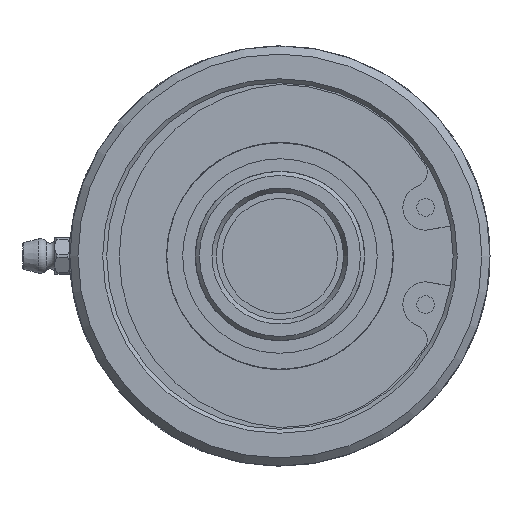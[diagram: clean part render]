
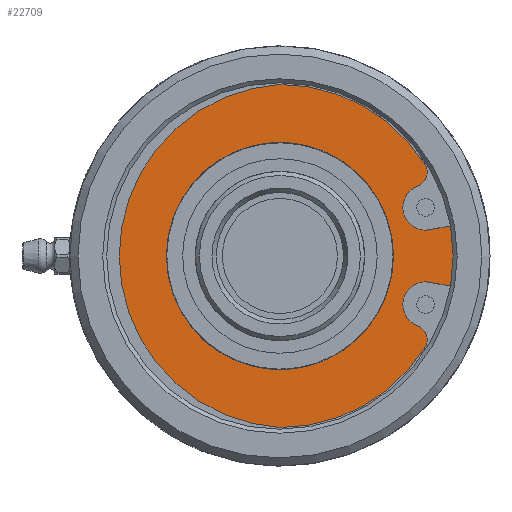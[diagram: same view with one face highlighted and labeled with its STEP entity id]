
A CAD part, left-side view. The second image highlights one B-rep face of the part: STEP entity #22709.
In plain terms, the highlighted planar face has unit normal (-1, 0, 0).
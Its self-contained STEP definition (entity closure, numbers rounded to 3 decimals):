
#251=FACE_BOUND('',#6515,.T.);
#2135=LINE('',#50568,#3476);
#2139=LINE('',#50578,#3480);
#3476=VECTOR('',#27772,10.);
#3480=VECTOR('',#27778,10.);
#3973=PLANE('',#24021);
#5140=FACE_OUTER_BOUND('',#6514,.T.);
#6514=EDGE_LOOP('',(#20463,#20464,#20465,#20466,#20467,#20468,#20469,#20470,
#20471,#20472));
#6515=EDGE_LOOP('',(#20473,#20474));
#8498=CIRCLE('',#23987,4.474);
#8504=CIRCLE('',#23998,33.733);
#8506=CIRCLE('',#24001,2.949);
#8508=CIRCLE('',#24004,4.474);
#8510=CIRCLE('',#24007,2.949);
#8512=CIRCLE('',#24010,33.733);
#8514=CIRCLE('',#24013,33.806);
#8516=CIRCLE('',#24017,36.9);
#8519=CIRCLE('',#24022,22.325);
#8520=CIRCLE('',#24023,22.325);
#10693=VERTEX_POINT('',#50556);
#10694=VERTEX_POINT('',#50558);
#10697=VERTEX_POINT('',#50566);
#10701=VERTEX_POINT('',#50575);
#10702=VERTEX_POINT('',#50577);
#10709=VERTEX_POINT('',#50596);
#10710=VERTEX_POINT('',#50598);
#10712=VERTEX_POINT('',#50607);
#10714=VERTEX_POINT('',#50613);
#10716=VERTEX_POINT('',#50619);
#10718=VERTEX_POINT('',#50634);
#10719=VERTEX_POINT('',#50635);
#13969=EDGE_CURVE('',#10694,#10693,#8498,.T.);
#13974=EDGE_CURVE('',#10693,#10697,#2135,.T.);
#13978=EDGE_CURVE('',#10702,#10701,#2139,.T.);
#13988=EDGE_CURVE('',#10710,#10709,#8504,.T.);
#13991=EDGE_CURVE('',#10709,#10694,#8506,.T.);
#13994=EDGE_CURVE('',#10701,#10712,#8508,.T.);
#13997=EDGE_CURVE('',#10712,#10714,#8510,.T.);
#14000=EDGE_CURVE('',#10714,#10716,#8512,.T.);
#14002=EDGE_CURVE('',#10716,#10710,#8514,.T.);
#14004=EDGE_CURVE('',#10697,#10702,#8516,.T.);
#14007=EDGE_CURVE('',#10718,#10719,#8519,.T.);
#14008=EDGE_CURVE('',#10719,#10718,#8520,.T.);
#20463=ORIENTED_EDGE('',*,*,#13978,.T.);
#20464=ORIENTED_EDGE('',*,*,#13994,.T.);
#20465=ORIENTED_EDGE('',*,*,#13997,.T.);
#20466=ORIENTED_EDGE('',*,*,#14000,.T.);
#20467=ORIENTED_EDGE('',*,*,#14002,.T.);
#20468=ORIENTED_EDGE('',*,*,#13988,.T.);
#20469=ORIENTED_EDGE('',*,*,#13991,.T.);
#20470=ORIENTED_EDGE('',*,*,#13969,.T.);
#20471=ORIENTED_EDGE('',*,*,#13974,.T.);
#20472=ORIENTED_EDGE('',*,*,#14004,.T.);
#20473=ORIENTED_EDGE('',*,*,#14007,.T.);
#20474=ORIENTED_EDGE('',*,*,#14008,.T.);
#22709=ADVANCED_FACE('',(#5140,#251),#3973,.F.);
#23987=AXIS2_PLACEMENT_3D('',#50559,#27764,#27765);
#23998=AXIS2_PLACEMENT_3D('',#50599,#27799,#27800);
#24001=AXIS2_PLACEMENT_3D('',#50603,#27806,#27807);
#24004=AXIS2_PLACEMENT_3D('',#50609,#27813,#27814);
#24007=AXIS2_PLACEMENT_3D('',#50615,#27820,#27821);
#24010=AXIS2_PLACEMENT_3D('',#50621,#27827,#27828);
#24013=AXIS2_PLACEMENT_3D('',#50624,#27833,#27834);
#24017=AXIS2_PLACEMENT_3D('',#50628,#27841,#27842);
#24021=AXIS2_PLACEMENT_3D('',#50633,#27849,#27850);
#24022=AXIS2_PLACEMENT_3D('',#50636,#27851,#27852);
#24023=AXIS2_PLACEMENT_3D('',#50637,#27853,#27854);
#27764=DIRECTION('center_axis',(1.,0.,0.));
#27765=DIRECTION('ref_axis',(0.,0.355,-0.935));
#27772=DIRECTION('',(0.,-0.985,-0.174));
#27778=DIRECTION('',(0.,0.985,-0.174));
#27799=DIRECTION('center_axis',(-1.,0.,0.));
#27800=DIRECTION('ref_axis',(0.,0.849,0.528));
#27806=DIRECTION('center_axis',(-1.,0.,0.));
#27807=DIRECTION('ref_axis',(0.,0.355,-0.935));
#27813=DIRECTION('center_axis',(1.,0.,0.));
#27814=DIRECTION('ref_axis',(0.,-0.046,-0.999));
#27820=DIRECTION('center_axis',(-1.,0.,0.));
#27821=DIRECTION('ref_axis',(0.,0.893,-0.451));
#27827=DIRECTION('center_axis',(-1.,0.,0.));
#27828=DIRECTION('ref_axis',(0.,0.,
-1.));
#27833=DIRECTION('center_axis',(-1.,0.,0.));
#27834=DIRECTION('ref_axis',(0.,-0.066,
0.998));
#27841=DIRECTION('center_axis',(-1.,0.,0.));
#27842=DIRECTION('ref_axis',(0.,1.,0.));
#27849=DIRECTION('center_axis',(1.,0.,0.));
#27850=DIRECTION('ref_axis',(0.,0.,-1.));
#27851=DIRECTION('center_axis',(1.,0.,0.));
#27852=DIRECTION('ref_axis',(0.,-1.,0.));
#27853=DIRECTION('center_axis',(1.,0.,0.));
#27854=DIRECTION('ref_axis',(0.,-1.,0.));
#50556=CARTESIAN_POINT('',(7.26,-28.843,-5.086));
#50558=CARTESIAN_POINT('',(7.26,-27.053,-13.738));
#50559=CARTESIAN_POINT('Origin',(7.26,-28.639,-9.555));
#50566=CARTESIAN_POINT('',(7.26,-36.339,-6.408));
#50568=CARTESIAN_POINT('',(7.26,-4.374,-0.771));
#50575=CARTESIAN_POINT('',(7.26,-28.843,5.086));
#50577=CARTESIAN_POINT('',(7.26,-36.339,6.408));
#50578=CARTESIAN_POINT('',(7.26,-0.625,0.11));
#50596=CARTESIAN_POINT('',(7.26,-28.639,-17.825));
#50598=CARTESIAN_POINT('',(7.26,0.,-33.733));
#50599=CARTESIAN_POINT('Origin',(7.26,0.,0.));
#50603=CARTESIAN_POINT('Origin',(7.26,-26.007,-16.495));
#50607=CARTESIAN_POINT('',(7.26,-27.053,13.738));
#50609=CARTESIAN_POINT('Origin',(7.26,-28.639,9.555));
#50613=CARTESIAN_POINT('',(7.26,-28.639,17.825));
#50615=CARTESIAN_POINT('Origin',(7.26,-26.007,16.495));
#50619=CARTESIAN_POINT('',(7.26,0.,33.733));
#50621=CARTESIAN_POINT('Origin',(7.26,0.,0.));
#50624=CARTESIAN_POINT('Origin',(7.26,-2.225,0.));
#50628=CARTESIAN_POINT('Origin',(7.26,0.,0.));
#50633=CARTESIAN_POINT('Origin',(7.26,28.45,0.));
#50634=CARTESIAN_POINT('',(7.26,-22.325,0.));
#50635=CARTESIAN_POINT('',(7.26,22.325,0.));
#50636=CARTESIAN_POINT('Origin',(7.26,0.,
0.));
#50637=CARTESIAN_POINT('Origin',(7.26,0.,
0.));
